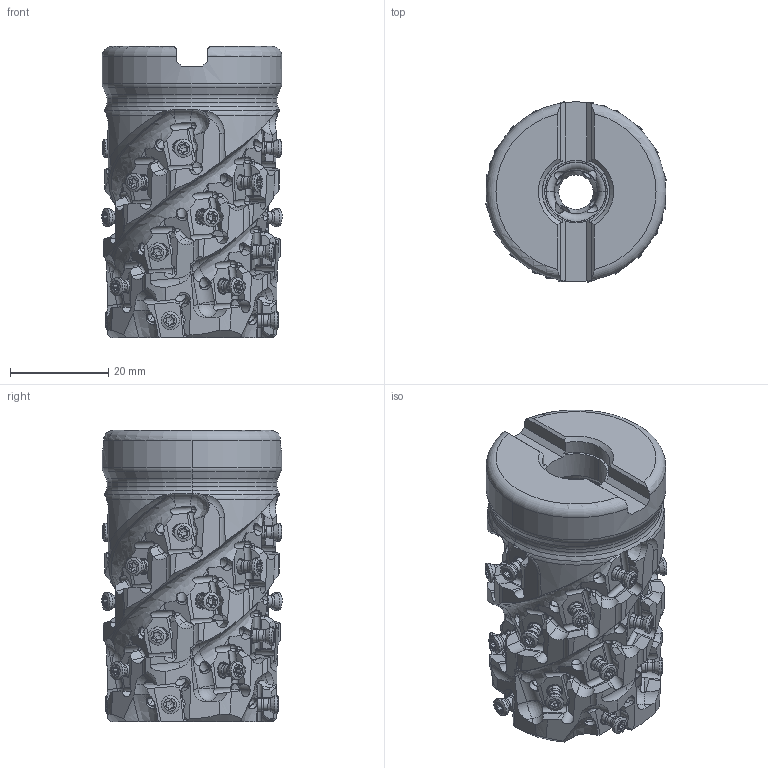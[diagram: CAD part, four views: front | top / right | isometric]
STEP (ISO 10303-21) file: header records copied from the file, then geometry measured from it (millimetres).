
FILE_DESCRIPTION(/* description */ (''),/* implementation_level */ '2;1');
FILE_NAME(/* name */ 'VPX200UR1_5004AA1624.stp',/* time_stamp */ '2021-06-22T11:12:54+09:00',/* author */ (''),/* organization */ (''),/* preprocessor_version */ 'ST-DEVELOPER v16',/* originating_system */ 'SIEMENS PLM Software NX 10.0',/* authorisation */ '');
FILE_SCHEMA (('AUTOMOTIVE_DESIGN { 1 0 10303 214 3 1 1 1 }'));
Products named in the file (1): VPX200UR1_5004AA1624_ASM
Bounding box: 36.65 x 36.65 x 59.12 mm (x, y, z)
Volume: 41462.9 mm3; surface area: 17582.8 mm2
Topology: 25 solids, 25 shells, 2542 faces, 7120 edges, 4531 vertices
Faces by surface type: cylinder 1164, plane 610, cone 346, torus 196, sphere 156, extrusion 40, bspline 30
Entity records: 104147 total; most frequent: CARTESIAN_POINT 40212, ORIENTED_EDGE 13856, DIRECTION 12884, EDGE_CURVE 6928, AXIS2_PLACEMENT_3D 5260, VERTEX_POINT 4504, EDGE_LOOP 2660, ADVANCED_FACE 2542
